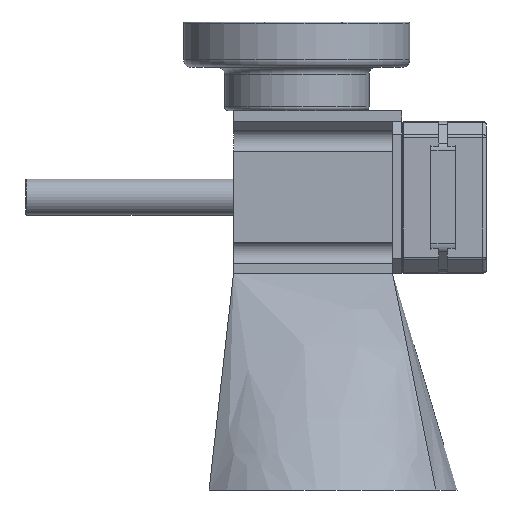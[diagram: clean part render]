
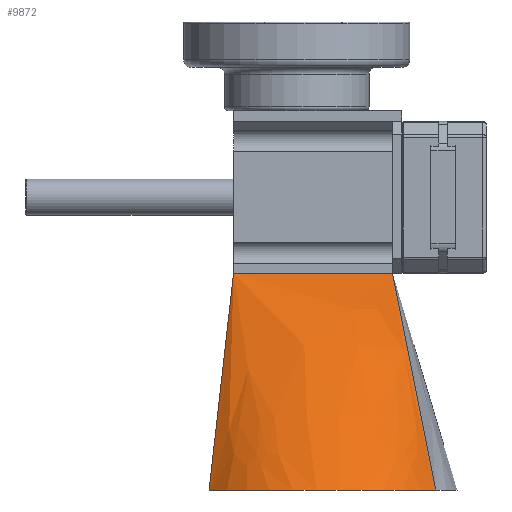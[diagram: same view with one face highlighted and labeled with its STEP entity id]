
A CAD part, left-side view. The second image highlights one B-rep face of the part: STEP entity #9872.
In plain terms, the highlighted free-form (B-spline) face has degree [3, 3] with [7, 4] control points.
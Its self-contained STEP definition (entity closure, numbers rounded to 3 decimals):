
#41=B_SPLINE_SURFACE_WITH_KNOTS('',3,3,((#21967,#21968,#21969,#21970),(#21971,
#21972,#21973,#21974),(#21975,#21976,#21977,#21978),(#21979,#21980,#21981,
#21982),(#21983,#21984,#21985,#21986),(#21987,#21988,#21989,#21990),(#21991,
#21992,#21993,#21994)),.UNSPECIFIED.,.F.,.F.,.F.,(4,1,1,1,4),(4,4),(0.,
0.286,0.571,0.857,1.),(0.,1.),
 .UNSPECIFIED.);
#1542=LINE('',#21846,#2197);
#1553=LINE('',#21966,#2208);
#1554=LINE('',#21995,#2209);
#2197=VECTOR('',#14042,10.);
#2208=VECTOR('',#14129,61.655);
#2209=VECTOR('',#14130,62.051);
#2935=FACE_OUTER_BOUND('',#3620,.T.);
#3620=EDGE_LOOP('',(#9246,#9247,#9248,#9249));
#4158=CIRCLE('',#11180,40.);
#5048=VERTEX_POINT('',#21843);
#5049=VERTEX_POINT('',#21845);
#5060=VERTEX_POINT('',#21880);
#5061=VERTEX_POINT('',#21882);
#6429=EDGE_CURVE('',#5049,#5048,#1542,.T.);
#6446=EDGE_CURVE('',#5060,#5061,#4158,.T.);
#6462=EDGE_CURVE('',#5060,#5049,#1553,.T.);
#6463=EDGE_CURVE('',#5061,#5048,#1554,.T.);
#9246=ORIENTED_EDGE('',*,*,#6446,.F.);
#9247=ORIENTED_EDGE('',*,*,#6462,.T.);
#9248=ORIENTED_EDGE('',*,*,#6429,.T.);
#9249=ORIENTED_EDGE('',*,*,#6463,.F.);
#9872=ADVANCED_FACE('',(#2935),#41,.F.);
#11180=AXIS2_PLACEMENT_3D('',#21883,#14088,#14089);
#14042=DIRECTION('',(0.,1.,0.));
#14088=DIRECTION('center_axis',(0.,0.,-1.));
#14089=DIRECTION('ref_axis',(1.,0.,0.));
#14129=DIRECTION('',(0.124,0.194,0.973));
#14130=DIRECTION('',(0.231,-0.109,0.967));
#21843=CARTESIAN_POINT('',(-13.5,22.,60.));
#21845=CARTESIAN_POINT('',(-13.5,-22.,60.));
#21846=CARTESIAN_POINT('',(-13.5,22.,60.));
#21880=CARTESIAN_POINT('',(-21.149,-33.952,0.));
#21882=CARTESIAN_POINT('',(-27.811,28.75,0.));
#21883=CARTESIAN_POINT('Origin',(0.,0.,0.));
#21966=CARTESIAN_POINT('',(-21.149,-33.952,0.));
#21967=CARTESIAN_POINT('Ctrl Pts',(-21.149,-33.952,0.));
#21968=CARTESIAN_POINT('Ctrl Pts',(-18.599,-29.968,
20.));
#21969=CARTESIAN_POINT('Ctrl Pts',(-16.05,-25.984,
40.));
#21970=CARTESIAN_POINT('Ctrl Pts',(-13.5,-22.,60.));
#21971=CARTESIAN_POINT('Ctrl Pts',(-27.02,-30.295,
0.));
#21972=CARTESIAN_POINT('Ctrl Pts',(-22.513,-26.13,
20.));
#21973=CARTESIAN_POINT('Ctrl Pts',(-18.007,-21.974,
40.));
#21974=CARTESIAN_POINT('Ctrl Pts',(-13.5,-17.81,
60.));
#21975=CARTESIAN_POINT('Ctrl Pts',(-36.816,-19.873,
0.));
#21976=CARTESIAN_POINT('Ctrl Pts',(-29.044,-16.392,
20.));
#21977=CARTESIAN_POINT('Ctrl Pts',(-21.273,-12.909,
40.));
#21978=CARTESIAN_POINT('Ctrl Pts',(-13.5,-9.429,
60.));
#21979=CARTESIAN_POINT('Ctrl Pts',(-41.828,1.,0.));
#21980=CARTESIAN_POINT('Ctrl Pts',(-32.386,1.716,20.));
#21981=CARTESIAN_POINT('Ctrl Pts',(-22.942,2.427,40.));
#21982=CARTESIAN_POINT('Ctrl Pts',(-13.5,3.143,60.));
#21983=CARTESIAN_POINT('Ctrl Pts',(-36.828,18.167,0.));
#21984=CARTESIAN_POINT('Ctrl Pts',(-29.051,16.65,20.));
#21985=CARTESIAN_POINT('Ctrl Pts',(-21.277,15.136,40.));
#21986=CARTESIAN_POINT('Ctrl Pts',(-13.5,13.619,60.));
#21987=CARTESIAN_POINT('Ctrl Pts',(-30.297,26.345,0.));
#21988=CARTESIAN_POINT('Ctrl Pts',(-24.7,24.2,20.));
#21989=CARTESIAN_POINT('Ctrl Pts',(-19.096,22.05,40.));
#21990=CARTESIAN_POINT('Ctrl Pts',(-13.5,19.905,60.));
#21991=CARTESIAN_POINT('Ctrl Pts',(-27.811,28.75,0.));
#21992=CARTESIAN_POINT('Ctrl Pts',(-23.04,26.5,20.));
#21993=CARTESIAN_POINT('Ctrl Pts',(-18.27,24.25,40.));
#21994=CARTESIAN_POINT('Ctrl Pts',(-13.5,22.,60.));
#21995=CARTESIAN_POINT('',(-27.811,28.75,0.));
